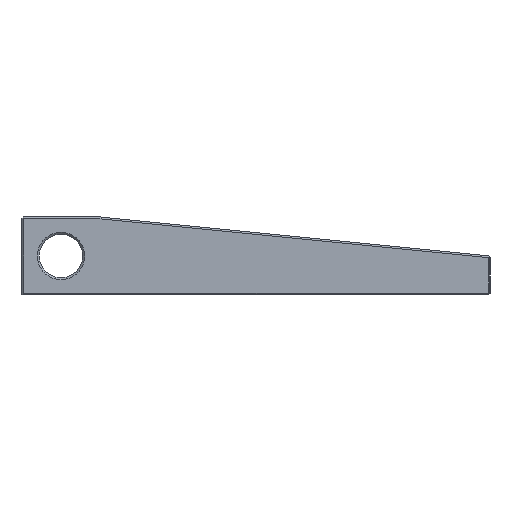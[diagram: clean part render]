
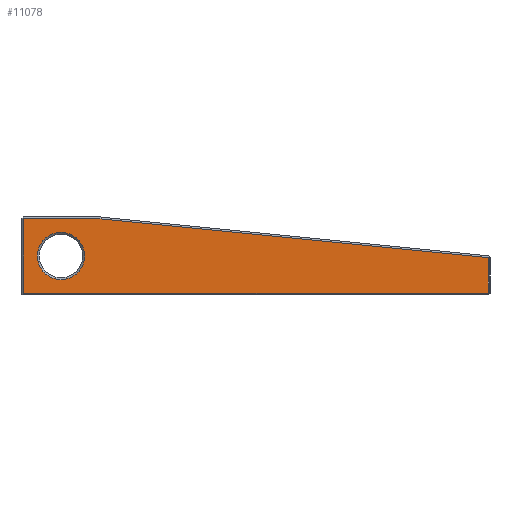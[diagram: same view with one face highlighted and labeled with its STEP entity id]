
A CAD part, left-side view. The second image highlights one B-rep face of the part: STEP entity #11078.
In plain terms, the highlighted planar face has unit normal (-1, 0, 0).
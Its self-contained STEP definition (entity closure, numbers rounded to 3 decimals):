
#975 = VERTEX_POINT('',#976);
#976 = CARTESIAN_POINT('',(-43.75,43.45,0.3));
#982 = EDGE_CURVE('',#975,#983,#985,.T.);
#983 = VERTEX_POINT('',#984);
#984 = CARTESIAN_POINT('',(-43.75,43.45,12.2));
#985 = LINE('',#986,#987);
#986 = CARTESIAN_POINT('',(-43.75,43.45,0.));
#987 = VECTOR('',#988,1.);
#988 = DIRECTION('',(0.,0.,1.));
#1290 = EDGE_CURVE('',#975,#1291,#1293,.T.);
#1291 = VERTEX_POINT('',#1292);
#1292 = CARTESIAN_POINT('',(-43.75,-30.95,0.3));
#1293 = LINE('',#1294,#1295);
#1294 = CARTESIAN_POINT('',(-43.75,43.75,0.3));
#1295 = VECTOR('',#1296,1.);
#1296 = DIRECTION('',(0.,-1.,0.));
#11078 = ADVANCED_FACE('',(#11079,#11105),#11116,.T.);
#11079 = FACE_BOUND('',#11080,.T.);
#11080 = EDGE_LOOP('',(#11081,#11089,#11090,#11091,#11099));
#11081 = ORIENTED_EDGE('',*,*,#11082,.F.);
#11082 = EDGE_CURVE('',#983,#11083,#11085,.T.);
#11083 = VERTEX_POINT('',#11084);
#11084 = CARTESIAN_POINT('',(-43.75,31.25,12.2));
#11085 = LINE('',#11086,#11087);
#11086 = CARTESIAN_POINT('',(-43.75,43.75,12.2));
#11087 = VECTOR('',#11088,1.);
#11088 = DIRECTION('',(0.,-1.,0.));
#11089 = ORIENTED_EDGE('',*,*,#982,.F.);
#11090 = ORIENTED_EDGE('',*,*,#1290,.T.);
#11091 = ORIENTED_EDGE('',*,*,#11092,.T.);
#11092 = EDGE_CURVE('',#1291,#11093,#11095,.T.);
#11093 = VERTEX_POINT('',#11094);
#11094 = CARTESIAN_POINT('',(-43.75,-30.95,5.979));
#11095 = LINE('',#11096,#11097);
#11096 = CARTESIAN_POINT('',(-43.75,-30.95,0.));
#11097 = VECTOR('',#11098,1.);
#11098 = DIRECTION('',(0.,0.,1.));
#11099 = ORIENTED_EDGE('',*,*,#11100,.F.);
#11100 = EDGE_CURVE('',#11083,#11093,#11101,.T.);
#11101 = LINE('',#11102,#11103);
#11102 = CARTESIAN_POINT('',(-43.75,31.28,12.201));
#11103 = VECTOR('',#11104,1.);
#11104 = DIRECTION('',(0.,-0.995,-0.1));
#11105 = FACE_BOUND('',#11106,.T.);
#11106 = EDGE_LOOP('',(#11107));
#11107 = ORIENTED_EDGE('',*,*,#11108,.T.);
#11108 = EDGE_CURVE('',#11109,#11109,#11111,.T.);
#11109 = VERTEX_POINT('',#11110);
#11110 = CARTESIAN_POINT('',(-43.75,41.3,6.25));
#11111 = CIRCLE('',#11112,3.8);
#11112 = AXIS2_PLACEMENT_3D('',#11113,#11114,#11115);
#11113 = CARTESIAN_POINT('',(-43.75,37.5,6.25));
#11114 = DIRECTION('',(1.,-0.,0.));
#11115 = DIRECTION('',(0.,1.,0.));
#11116 = PLANE('',#11117);
#11117 = AXIS2_PLACEMENT_3D('',#11118,#11119,#11120);
#11118 = CARTESIAN_POINT('',(-43.75,6.25,6.25));
#11119 = DIRECTION('',(-1.,-0.,-0.));
#11120 = DIRECTION('',(0.,0.,-1.));
